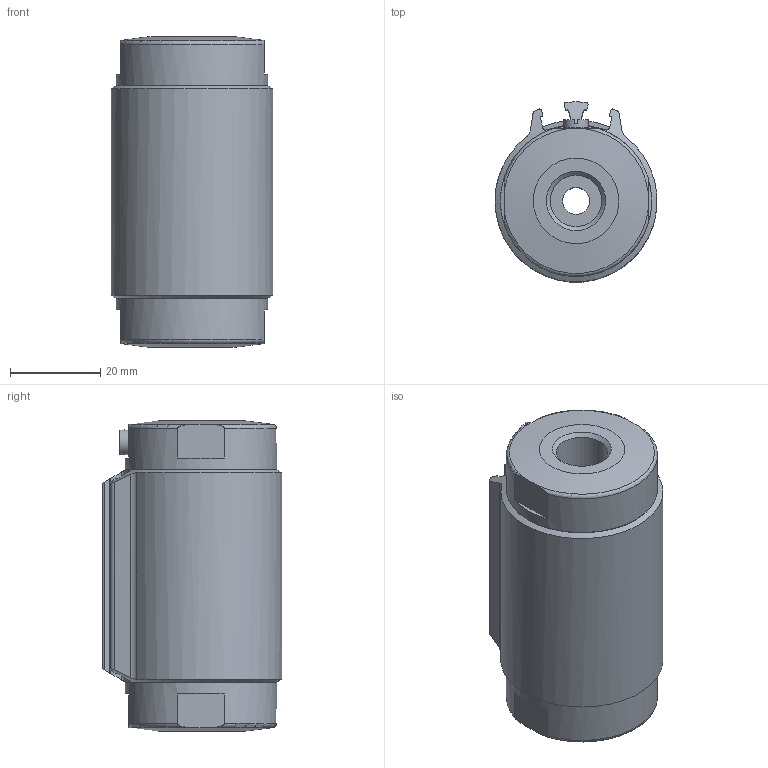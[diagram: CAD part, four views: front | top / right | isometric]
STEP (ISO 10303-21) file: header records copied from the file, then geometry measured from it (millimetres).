
FILE_DESCRIPTION(/* description */ ('STEP AP214'),/* implementation_level */ '2;1');
FILE_NAME(/* name */ '4748312_VZQA-C-M22C-6-GG-ALALE-4',/* time_stamp */ '2024-09-18T03:40:15+02:00',/* author */ ('License CC BY-ND 4.0'),/* organization */ ('CADENAS'),/* preprocessor_version */ 'ST-DEVELOPER v19.3',/* originating_system */ 'PARTsolutions',/* authorisation */ ' ');
FILE_SCHEMA (('AUTOMOTIVE_DESIGN {1 0 10303 214 3 1 1}'));
Length unit declared in the file: millimetre
Products named in the file (4): 4748312 VZQA-C-M22C-6-GG-ALALE-4; 8073939 VZQA-C-M22C-6-AL; 3042595 VZQA-C-M22C-6-G-AL; 3326088 VZQA-M22C-6
Assembly tree (4 placements, depth 2):
  4748312 VZQA-C-M22C-6-GG-ALALE-4
    8073939 VZQA-C-M22C-6-AL
    3042595 VZQA-C-M22C-6-G-AL  x2
    3326088 VZQA-M22C-6
Bounding box: 35.97 x 39.97 x 69 mm (x, y, z)
Volume: 63150.5 mm3; surface area: 18821.9 mm2
Topology: 4 solids, 4 shells, 145 faces, 350 edges, 226 vertices
Faces by surface type: plane 59, cylinder 53, cone 18, torus 15
Full cylindrical faces by diameter (mm): 2.459 x2, 3 x1, 5.5 x1, 6 x3, 11.3 x2, 11.445 x2, 14.785 x2, 17 x4, 31.8 x2, 32 x2, 33.6 x2
Entity records: 3314 total; most frequent: CARTESIAN_POINT 802, ORIENTED_EDGE 476, DIRECTION 467, EDGE_CURVE 238, AXIS2_PLACEMENT_3D 193, VERTEX_POINT 174, FACE_BOUND 158, EDGE_LOOP 157
